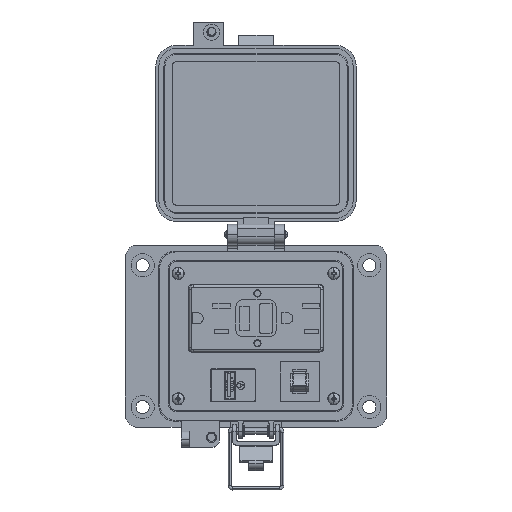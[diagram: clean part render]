
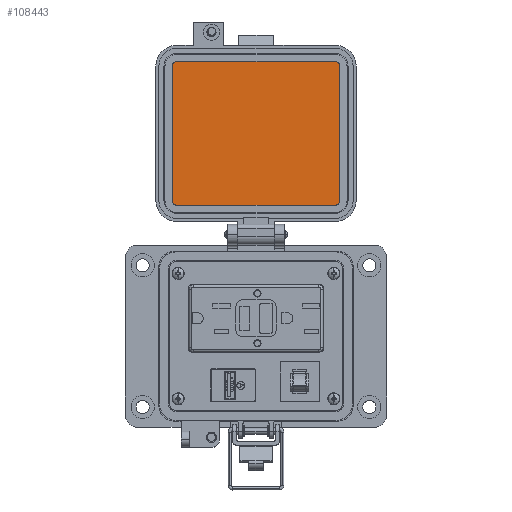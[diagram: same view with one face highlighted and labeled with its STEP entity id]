
A CAD part, top view. The second image highlights one B-rep face of the part: STEP entity #108443.
In plain terms, the highlighted planar face has unit normal (0, 0, 1).
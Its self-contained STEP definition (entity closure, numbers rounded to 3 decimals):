
#7897 = DIRECTION ( 'NONE',  ( 0., 1., 0. ) ) ;
#8423 = AXIS2_PLACEMENT_3D ( 'NONE', #181016, #102798, #34256 ) ;
#10488 = DIRECTION ( 'NONE',  ( -1., 0., 0. ) ) ;
#20295 = CARTESIAN_POINT ( 'NONE',  ( 35.912, 128.688, 19.202 ) ) ;
#22630 = LINE ( 'NONE', #153346, #78380 ) ;
#22769 = EDGE_CURVE ( 'NONE', #121596, #97909, #137207, .T. ) ;
#25189 = CARTESIAN_POINT ( 'NONE',  ( 38.212, 60.004, 19.202 ) ) ;
#29562 = VERTEX_POINT ( 'NONE', #110655 ) ;
#32129 = CIRCLE ( 'NONE', #162295, 2.299 ) ;
#32728 = EDGE_CURVE ( 'NONE', #103451, #166696, #32129, .T. ) ;
#33281 = EDGE_CURVE ( 'NONE', #70919, #103451, #173910, .T. ) ;
#33888 = EDGE_CURVE ( 'NONE', #29562, #185058, #210289, .T. ) ;
#34256 = DIRECTION ( 'NONE',  ( 0., -1., 0. ) ) ;
#38339 = CARTESIAN_POINT ( 'NONE',  ( 35.912, 57.705, 19.202 ) ) ;
#39097 = DIRECTION ( 'NONE',  ( -1., 0., 0. ) ) ;
#41075 = CARTESIAN_POINT ( 'NONE',  ( 38.212, 93.196, 19.202 ) ) ;
#43679 = DIRECTION ( 'NONE',  ( 0., 0., -1. ) ) ;
#49915 = VERTEX_POINT ( 'NONE', #20295 ) ;
#51794 = ORIENTED_EDGE ( 'NONE', *, *, #33888, .F. ) ;
#53050 = CARTESIAN_POINT ( 'NONE',  ( -3.279, 57.705, 19.202 ) ) ;
#55169 = LINE ( 'NONE', #53050, #193029 ) ;
#62805 = ORIENTED_EDGE ( 'NONE', *, *, #136647, .F. ) ;
#67294 = EDGE_CURVE ( 'NONE', #97909, #29562, #152611, .T. ) ;
#67311 = DIRECTION ( 'NONE',  ( 0., 0., -1. ) ) ;
#68473 = AXIS2_PLACEMENT_3D ( 'NONE', #187289, #203339, #10488 ) ;
#70919 = VERTEX_POINT ( 'NONE', #143132 ) ;
#73607 = AXIS2_PLACEMENT_3D ( 'NONE', #199441, #183411, #186576 ) ;
#77297 = CARTESIAN_POINT ( 'NONE',  ( -42.469, 128.688, 19.202 ) ) ;
#78380 = VECTOR ( 'NONE', #159676, 1000. ) ;
#91907 = DIRECTION ( 'NONE',  ( 0., -1., 0. ) ) ;
#97909 = VERTEX_POINT ( 'NONE', #203141 ) ;
#98227 = CARTESIAN_POINT ( 'NONE',  ( -42.469, 57.705, 19.202 ) ) ;
#102798 = DIRECTION ( 'NONE',  ( 0., 0., -1. ) ) ;
#103451 = VERTEX_POINT ( 'NONE', #25189 ) ;
#104215 = VECTOR ( 'NONE', #109638, 1000. ) ;
#105229 = EDGE_LOOP ( 'NONE', ( #160926, #177966, #155865, #182474, #51794, #125562, #109280, #62805 ) ) ;
#108443 = ADVANCED_FACE ( 'NONE', ( #109054 ), #122008, .T. ) ;
#109054 = FACE_OUTER_BOUND ( 'NONE', #105229, .T. ) ;
#109058 = CARTESIAN_POINT ( 'NONE',  ( 35.912, 60.004, 19.202 ) ) ;
#109280 = ORIENTED_EDGE ( 'NONE', *, *, #22769, .F. ) ;
#109638 = DIRECTION ( 'NONE',  ( 0., -1., 0. ) ) ;
#110655 = CARTESIAN_POINT ( 'NONE',  ( -44.769, 126.389, 19.202 ) ) ;
#119787 = CARTESIAN_POINT ( 'NONE',  ( -42.469, 60.004, 19.202 ) ) ;
#120471 = CARTESIAN_POINT ( 'NONE',  ( -44.769, 93.196, 19.202 ) ) ;
#121596 = VERTEX_POINT ( 'NONE', #98227 ) ;
#122008 = PLANE ( 'NONE',  #68473 ) ;
#125562 = ORIENTED_EDGE ( 'NONE', *, *, #67294, .F. ) ;
#136647 = EDGE_CURVE ( 'NONE', #166696, #121596, #55169, .T. ) ;
#137207 = CIRCLE ( 'NONE', #191902, 2.299 ) ;
#140850 = EDGE_CURVE ( 'NONE', #49915, #70919, #203564, .T. ) ;
#143132 = CARTESIAN_POINT ( 'NONE',  ( 38.212, 126.389, 19.202 ) ) ;
#152611 = LINE ( 'NONE', #120471, #206966 ) ;
#153346 = CARTESIAN_POINT ( 'NONE',  ( -3.279, 128.688, 19.202 ) ) ;
#155865 = ORIENTED_EDGE ( 'NONE', *, *, #140850, .F. ) ;
#159676 = DIRECTION ( 'NONE',  ( 1., 0., 0. ) ) ;
#160926 = ORIENTED_EDGE ( 'NONE', *, *, #32728, .F. ) ;
#162295 = AXIS2_PLACEMENT_3D ( 'NONE', #109058, #43679, #91907 ) ;
#166696 = VERTEX_POINT ( 'NONE', #38339 ) ;
#173910 = LINE ( 'NONE', #41075, #104215 ) ;
#177966 = ORIENTED_EDGE ( 'NONE', *, *, #33281, .F. ) ;
#181016 = CARTESIAN_POINT ( 'NONE',  ( -42.469, 126.389, 19.202 ) ) ;
#181926 = DIRECTION ( 'NONE',  ( 1., 0., 0. ) ) ;
#182474 = ORIENTED_EDGE ( 'NONE', *, *, #207035, .F. ) ;
#183411 = DIRECTION ( 'NONE',  ( 0., 0., -1. ) ) ;
#185058 = VERTEX_POINT ( 'NONE', #77297 ) ;
#186576 = DIRECTION ( 'NONE',  ( 1., 0., 0. ) ) ;
#187289 = CARTESIAN_POINT ( 'NONE',  ( 39.871, 130.108, 19.202 ) ) ;
#191902 = AXIS2_PLACEMENT_3D ( 'NONE', #119787, #67311, #181926 ) ;
#193029 = VECTOR ( 'NONE', #39097, 1000. ) ;
#199441 = CARTESIAN_POINT ( 'NONE',  ( 35.912, 126.389, 19.202 ) ) ;
#203141 = CARTESIAN_POINT ( 'NONE',  ( -44.769, 60.004, 19.202 ) ) ;
#203339 = DIRECTION ( 'NONE',  ( 0., 0., 1. ) ) ;
#203564 = CIRCLE ( 'NONE', #73607, 2.299 ) ;
#206966 = VECTOR ( 'NONE', #7897, 1000. ) ;
#207035 = EDGE_CURVE ( 'NONE', #185058, #49915, #22630, .T. ) ;
#210289 = CIRCLE ( 'NONE', #8423, 2.299 ) ;
